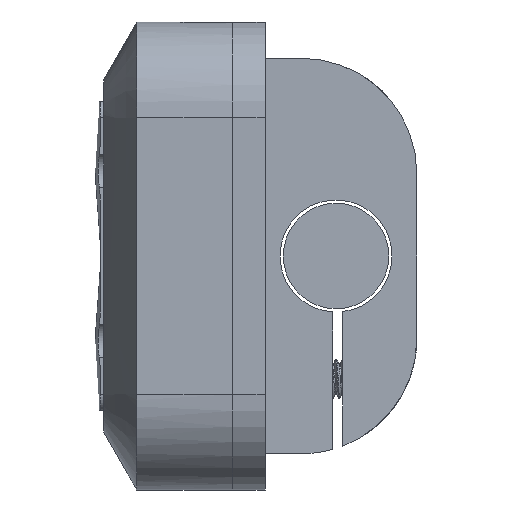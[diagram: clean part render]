
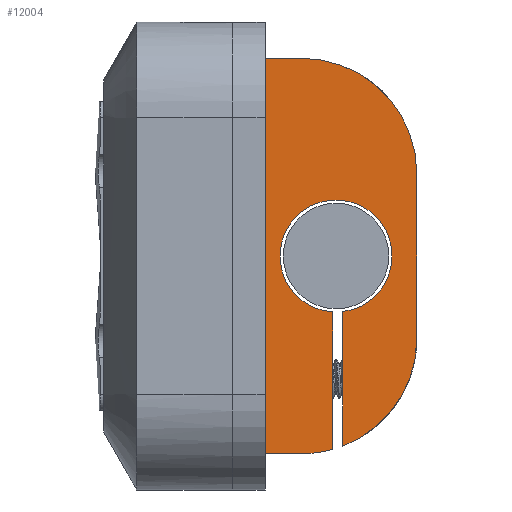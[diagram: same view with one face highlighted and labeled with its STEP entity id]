
A CAD part, left-side view. The second image highlights one B-rep face of the part: STEP entity #12004.
In plain terms, the highlighted planar face has unit normal (-1, 0, 0).
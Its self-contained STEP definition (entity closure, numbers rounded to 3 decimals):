
#1553=LINE('',#21618,#2579);
#1555=LINE('',#21623,#2581);
#1559=LINE('',#21632,#2585);
#1569=LINE('',#21665,#2595);
#1570=LINE('',#21668,#2596);
#1572=LINE('',#21671,#2598);
#2579=VECTOR('',#16175,10.);
#2581=VECTOR('',#16179,10.);
#2585=VECTOR('',#16185,10.);
#2595=VECTOR('',#16223,10.);
#2596=VECTOR('',#16226,10.);
#2598=VECTOR('',#16230,10.);
#3144=PLANE('',#13256);
#3778=FACE_OUTER_BOUND('',#4533,.T.);
#4533=EDGE_LOOP('',(#10725,#10726,#10727,#10728,#10729,#10730,#10731,#10732,
#10733,#10734));
#5035=CIRCLE('',#13242,8.5);
#5040=CIRCLE('',#13249,17.5);
#5041=CIRCLE('',#13251,17.5);
#5042=CIRCLE('',#13253,17.5);
#5956=VERTEX_POINT('',#21615);
#5957=VERTEX_POINT('',#21617);
#5958=VERTEX_POINT('',#21621);
#5959=VERTEX_POINT('',#21622);
#5962=VERTEX_POINT('',#21630);
#5963=VERTEX_POINT('',#21631);
#5970=VERTEX_POINT('',#21653);
#5971=VERTEX_POINT('',#21659);
#5972=VERTEX_POINT('',#21663);
#5973=VERTEX_POINT('',#21667);
#7573=EDGE_CURVE('',#5956,#5957,#1553,.T.);
#7575=EDGE_CURVE('',#5958,#5959,#1555,.T.);
#7579=EDGE_CURVE('',#5962,#5963,#1559,.T.);
#7583=EDGE_CURVE('',#5959,#5962,#5035,.T.);
#7591=EDGE_CURVE('',#5958,#5970,#5040,.T.);
#7593=EDGE_CURVE('',#5957,#5963,#5041,.T.);
#7594=EDGE_CURVE('',#5971,#5956,#5042,.T.);
#7597=EDGE_CURVE('',#5972,#5971,#1569,.T.);
#7598=EDGE_CURVE('',#5973,#5970,#1570,.T.);
#7600=EDGE_CURVE('',#5972,#5973,#1572,.T.);
#10725=ORIENTED_EDGE('',*,*,#7579,.T.);
#10726=ORIENTED_EDGE('',*,*,#7593,.F.);
#10727=ORIENTED_EDGE('',*,*,#7573,.F.);
#10728=ORIENTED_EDGE('',*,*,#7594,.F.);
#10729=ORIENTED_EDGE('',*,*,#7597,.F.);
#10730=ORIENTED_EDGE('',*,*,#7600,.T.);
#10731=ORIENTED_EDGE('',*,*,#7598,.T.);
#10732=ORIENTED_EDGE('',*,*,#7591,.F.);
#10733=ORIENTED_EDGE('',*,*,#7575,.T.);
#10734=ORIENTED_EDGE('',*,*,#7583,.T.);
#12004=ADVANCED_FACE('',(#3778),#3144,.T.);
#13242=AXIS2_PLACEMENT_3D('',#21639,#16191,#16192);
#13249=AXIS2_PLACEMENT_3D('',#21654,#16208,#16209);
#13251=AXIS2_PLACEMENT_3D('',#21657,#16213,#16214);
#13253=AXIS2_PLACEMENT_3D('',#21660,#16217,#16218);
#13256=AXIS2_PLACEMENT_3D('',#21670,#16228,#16229);
#16175=DIRECTION('',(0.,0.,-1.));
#16179=DIRECTION('',(0.,0.,1.));
#16185=DIRECTION('',(0.,0.,-1.));
#16191=DIRECTION('center_axis',(1.,0.,0.));
#16192=DIRECTION('ref_axis',(0.,-0.118,-0.993));
#16208=DIRECTION('center_axis',(1.,0.,0.));
#16209=DIRECTION('ref_axis',(0.,-0.707,-0.707));
#16213=DIRECTION('center_axis',(1.,0.,0.));
#16214=DIRECTION('ref_axis',(0.,-0.707,-0.707));
#16217=DIRECTION('center_axis',(1.,0.,0.));
#16218=DIRECTION('ref_axis',(0.,-0.707,0.707));
#16223=DIRECTION('',(0.,-1.,0.));
#16226=DIRECTION('',(0.,-1.,0.));
#16228=DIRECTION('center_axis',(-1.,0.,0.));
#16229=DIRECTION('ref_axis',(0.,0.,-1.));
#16230=DIRECTION('',(0.,0.,-1.));
#21615=CARTESIAN_POINT('',(-12.5,-36.258,12.5));
#21617=CARTESIAN_POINT('',(-12.5,-36.258,-12.5));
#21618=CARTESIAN_POINT('',(-12.5,-36.258,30.));
#21621=CARTESIAN_POINT('',(-12.5,-23.5,-29.345));
#21622=CARTESIAN_POINT('',(-12.5,-23.5,-8.485));
#21623=CARTESIAN_POINT('',(-12.5,-23.5,0.261));
#21630=CARTESIAN_POINT('',(-12.5,-25.,-8.441));
#21631=CARTESIAN_POINT('',(-12.5,-25.,-28.849));
#21632=CARTESIAN_POINT('',(-12.5,-25.,10.78));
#21639=CARTESIAN_POINT('Origin',(-12.5,-24.,0.));
#21653=CARTESIAN_POINT('',(-12.5,-18.758,-30.));
#21654=CARTESIAN_POINT('Origin',(-12.5,-18.758,-12.5));
#21657=CARTESIAN_POINT('Origin',(-12.5,-18.758,-12.5));
#21659=CARTESIAN_POINT('',(-12.5,-18.758,30.));
#21660=CARTESIAN_POINT('Origin',(-12.5,-18.758,12.5));
#21663=CARTESIAN_POINT('',(-12.5,-13.258,30.));
#21665=CARTESIAN_POINT('',(-12.5,-13.258,30.));
#21667=CARTESIAN_POINT('',(-12.5,-13.258,-30.));
#21668=CARTESIAN_POINT('',(-12.5,-13.258,-30.));
#21670=CARTESIAN_POINT('Origin',(-12.5,-13.258,30.));
#21671=CARTESIAN_POINT('',(-12.5,-13.258,30.));
